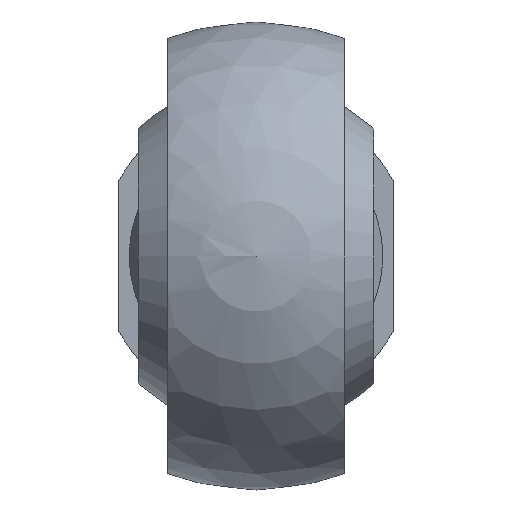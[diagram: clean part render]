
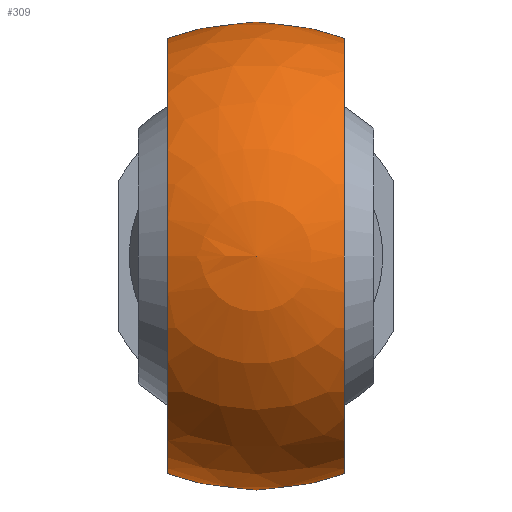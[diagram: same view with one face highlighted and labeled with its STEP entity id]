
A CAD part, left-side view. The second image highlights one B-rep face of the part: STEP entity #309.
In plain terms, the highlighted spherical face has radius 12 mm.
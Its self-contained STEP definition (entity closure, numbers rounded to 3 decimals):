
#23=SPHERICAL_SURFACE('',#364,12.);
#40=CIRCLE('',#331,11.124);
#48=CIRCLE('',#345,10.092);
#52=CIRCLE('',#354,11.124);
#57=CIRCLE('',#365,10.092);
#113=ORIENTED_EDGE('',*,*,#151,.F.);
#114=ORIENTED_EDGE('',*,*,#139,.T.);
#115=ORIENTED_EDGE('',*,*,#165,.F.);
#116=ORIENTED_EDGE('',*,*,#159,.T.);
#139=EDGE_CURVE('',#172,#175,#40,.T.);
#151=EDGE_CURVE('',#172,#183,#48,.T.);
#159=EDGE_CURVE('',#187,#183,#52,.T.);
#165=EDGE_CURVE('',#187,#175,#57,.T.);
#172=VERTEX_POINT('',#489);
#175=VERTEX_POINT('',#497);
#183=VERTEX_POINT('',#522);
#187=VERTEX_POINT('',#544);
#239=EDGE_LOOP('',(#113,#114,#115,#116));
#273=FACE_BOUND('',#239,.T.);
#309=ADVANCED_FACE('',(#273),#23,.T.);
#331=AXIS2_PLACEMENT_3D('',#498,#385,#386);
#345=AXIS2_PLACEMENT_3D('',#521,#415,#416);
#354=AXIS2_PLACEMENT_3D('',#545,#435,#436);
#364=AXIS2_PLACEMENT_3D('',#560,#456,#457);
#365=AXIS2_PLACEMENT_3D('',#561,#458,#459);
#385=DIRECTION('',(0.,1.,0.));
#386=DIRECTION('',(0.,0.,-1.));
#415=DIRECTION('',(1.,0.,0.));
#416=DIRECTION('',(0.,0.,-1.));
#435=DIRECTION('',(0.,-1.,0.));
#436=DIRECTION('',(0.,0.,1.));
#456=DIRECTION('',(1.,0.,0.));
#457=DIRECTION('',(0.,1.,0.));
#458=DIRECTION('',(1.,0.,0.));
#459=DIRECTION('',(0.,0.,-1.));
#489=CARTESIAN_POINT('',(6.492,-4.5,-9.033));
#497=CARTESIAN_POINT('',(6.492,-4.5,9.033));
#498=CARTESIAN_POINT('',(0.,-4.5,0.));
#521=CARTESIAN_POINT('',(6.492,0.,0.));
#522=CARTESIAN_POINT('',(6.492,4.5,-9.033));
#544=CARTESIAN_POINT('',(6.492,4.5,9.033));
#545=CARTESIAN_POINT('',(0.,4.5,0.));
#560=CARTESIAN_POINT('',(0.,0.,0.));
#561=CARTESIAN_POINT('',(6.492,0.,0.));
